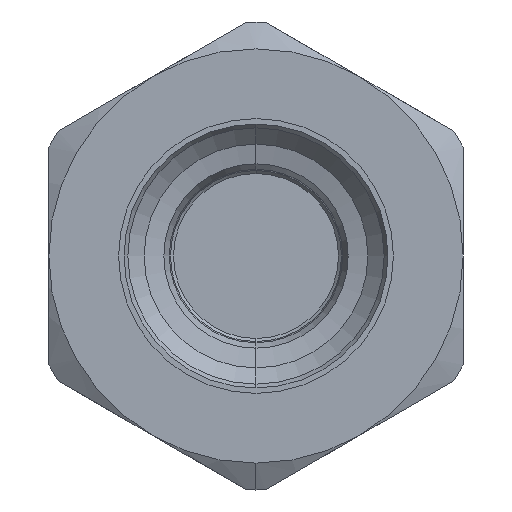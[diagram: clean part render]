
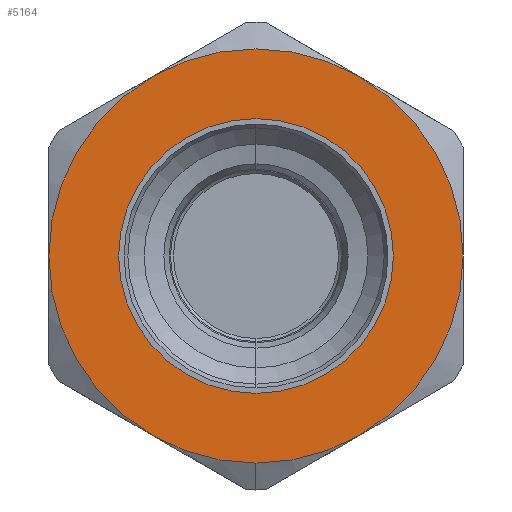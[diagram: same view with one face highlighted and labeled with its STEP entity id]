
A CAD part, left-side view. The second image highlights one B-rep face of the part: STEP entity #5164.
In plain terms, the highlighted planar face has unit normal (-1, 0, 0).
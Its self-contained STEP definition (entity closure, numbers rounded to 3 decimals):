
#28 = DIRECTION ( 'NONE',  ( 0., 0., 1. ) ) ;
#44 = ORIENTED_EDGE ( 'NONE', *, *, #2600, .T. ) ;
#57 = DIRECTION ( 'NONE',  ( 0., 0., 1. ) ) ;
#126 = CARTESIAN_POINT ( 'NONE',  ( 0., 0., -13.5 ) ) ;
#159 = DIRECTION ( 'NONE',  ( 0., 0., 1. ) ) ;
#189 = DIRECTION ( 'NONE',  ( 0., 0., 1. ) ) ;
#208 = AXIS2_PLACEMENT_3D ( 'NONE', #2201, #592, #159 ) ;
#218 = CARTESIAN_POINT ( 'NONE',  ( 0., 6.75, 11.691 ) ) ;
#270 = AXIS2_PLACEMENT_3D ( 'NONE', #5320, #4054, #57 ) ;
#395 = CARTESIAN_POINT ( 'NONE',  ( 0., 0., 8.955 ) ) ;
#454 = VERTEX_POINT ( 'NONE', #1356 ) ;
#495 = VERTEX_POINT ( 'NONE', #699 ) ;
#517 = EDGE_CURVE ( 'NONE', #4052, #454, #2621, .T. ) ;
#520 = CIRCLE ( 'NONE', #208, 13.5 ) ;
#554 = DIRECTION ( 'NONE',  ( 1., 0., 0. ) ) ;
#592 = DIRECTION ( 'NONE',  ( -1., 0., 0. ) ) ;
#616 = ORIENTED_EDGE ( 'NONE', *, *, #4002, .T. ) ;
#699 = CARTESIAN_POINT ( 'NONE',  ( 0., -6.75, -11.691 ) ) ;
#810 = EDGE_CURVE ( 'NONE', #1237, #4052, #5144, .T. ) ;
#941 = AXIS2_PLACEMENT_3D ( 'NONE', #4114, #2950, #4805 ) ;
#1147 = EDGE_CURVE ( 'NONE', #2765, #1980, #520, .T. ) ;
#1160 = CARTESIAN_POINT ( 'NONE',  ( 0., 13.5, 0. ) ) ;
#1183 = CARTESIAN_POINT ( 'NONE',  ( 0., 0., 0. ) ) ;
#1237 = VERTEX_POINT ( 'NONE', #218 ) ;
#1240 = DIRECTION ( 'NONE',  ( 0., 0., 1. ) ) ;
#1262 = CARTESIAN_POINT ( 'NONE',  ( 0., 0., -8.955 ) ) ;
#1283 = DIRECTION ( 'NONE',  ( 0., 0., -1. ) ) ;
#1316 = DIRECTION ( 'NONE',  ( -1., 0., 0. ) ) ;
#1356 = CARTESIAN_POINT ( 'NONE',  ( 0., 6.75, -11.691 ) ) ;
#1474 = AXIS2_PLACEMENT_3D ( 'NONE', #2662, #554, #1283 ) ;
#1662 = CARTESIAN_POINT ( 'NONE',  ( 0., 0., 0. ) ) ;
#1712 = ORIENTED_EDGE ( 'NONE', *, *, #3710, .T. ) ;
#1728 = EDGE_CURVE ( 'NONE', #1980, #1237, #5044, .T. ) ;
#1748 = CIRCLE ( 'NONE', #3389, 13.5 ) ;
#1822 = AXIS2_PLACEMENT_3D ( 'NONE', #1662, #3257, #4478 ) ;
#1894 = CIRCLE ( 'NONE', #1822, 8.955 ) ;
#1980 = VERTEX_POINT ( 'NONE', #2809 ) ;
#2083 = CIRCLE ( 'NONE', #3833, 8.955 ) ;
#2201 = CARTESIAN_POINT ( 'NONE',  ( 0., 0., 0. ) ) ;
#2342 = CIRCLE ( 'NONE', #5261, 13.5 ) ;
#2374 = AXIS2_PLACEMENT_3D ( 'NONE', #2381, #1316, #189 ) ;
#2381 = CARTESIAN_POINT ( 'NONE',  ( 0., 0., 0. ) ) ;
#2384 = VERTEX_POINT ( 'NONE', #395 ) ;
#2500 = DIRECTION ( 'NONE',  ( -1., 0., 0. ) ) ;
#2600 = EDGE_CURVE ( 'NONE', #495, #2765, #3237, .T. ) ;
#2621 = CIRCLE ( 'NONE', #270, 13.5 ) ;
#2628 = AXIS2_PLACEMENT_3D ( 'NONE', #4886, #5108, #5123 ) ;
#2662 = CARTESIAN_POINT ( 'NONE',  ( 0., 8.955, 0. ) ) ;
#2669 = ORIENTED_EDGE ( 'NONE', *, *, #810, .T. ) ;
#2765 = VERTEX_POINT ( 'NONE', #3786 ) ;
#2809 = CARTESIAN_POINT ( 'NONE',  ( 0., -6.75, 11.691 ) ) ;
#2950 = DIRECTION ( 'NONE',  ( -1., 0., 0. ) ) ;
#3145 = DIRECTION ( 'NONE',  ( -1., 0., 0. ) ) ;
#3192 = ORIENTED_EDGE ( 'NONE', *, *, #1147, .T. ) ;
#3230 = FACE_BOUND ( 'NONE', #5021, .T. ) ;
#3237 = CIRCLE ( 'NONE', #2628, 13.5 ) ;
#3257 = DIRECTION ( 'NONE',  ( -1., 0., 0. ) ) ;
#3389 = AXIS2_PLACEMENT_3D ( 'NONE', #4105, #4221, #1240 ) ;
#3449 = VERTEX_POINT ( 'NONE', #126 ) ;
#3710 = EDGE_CURVE ( 'NONE', #454, #3449, #2342, .T. ) ;
#3742 = EDGE_CURVE ( 'NONE', #4091, #2384, #1894, .T. ) ;
#3786 = CARTESIAN_POINT ( 'NONE',  ( 0., -13.5, 0. ) ) ;
#3833 = AXIS2_PLACEMENT_3D ( 'NONE', #1183, #3145, #4978 ) ;
#4002 = EDGE_CURVE ( 'NONE', #3449, #495, #1748, .T. ) ;
#4052 = VERTEX_POINT ( 'NONE', #1160 ) ;
#4054 = DIRECTION ( 'NONE',  ( -1., 0., 0. ) ) ;
#4091 = VERTEX_POINT ( 'NONE', #1262 ) ;
#4105 = CARTESIAN_POINT ( 'NONE',  ( 0., 0., 0. ) ) ;
#4114 = CARTESIAN_POINT ( 'NONE',  ( 0., 0., 0. ) ) ;
#4221 = DIRECTION ( 'NONE',  ( -1., 0., 0. ) ) ;
#4359 = EDGE_CURVE ( 'NONE', #2384, #4091, #2083, .T. ) ;
#4478 = DIRECTION ( 'NONE',  ( 0., 0., 1. ) ) ;
#4534 = ORIENTED_EDGE ( 'NONE', *, *, #4359, .F. ) ;
#4561 = PLANE ( 'NONE',  #1474 ) ;
#4686 = ORIENTED_EDGE ( 'NONE', *, *, #517, .T. ) ;
#4805 = DIRECTION ( 'NONE',  ( 0., 0., 1. ) ) ;
#4825 = EDGE_LOOP ( 'NONE', ( #2669, #4686, #1712, #616, #44, #3192, #5353 ) ) ;
#4837 = CARTESIAN_POINT ( 'NONE',  ( 0., 0., 0. ) ) ;
#4886 = CARTESIAN_POINT ( 'NONE',  ( 0., 0., 0. ) ) ;
#4978 = DIRECTION ( 'NONE',  ( 0., 0., 1. ) ) ;
#5021 = EDGE_LOOP ( 'NONE', ( #4534, #5242 ) ) ;
#5044 = CIRCLE ( 'NONE', #941, 13.5 ) ;
#5108 = DIRECTION ( 'NONE',  ( -1., 0., 0. ) ) ;
#5123 = DIRECTION ( 'NONE',  ( 0., 0., 1. ) ) ;
#5144 = CIRCLE ( 'NONE', #2374, 13.5 ) ;
#5164 = ADVANCED_FACE ( 'NONE', ( #3230, #5402 ), #4561, .F. ) ;
#5242 = ORIENTED_EDGE ( 'NONE', *, *, #3742, .F. ) ;
#5261 = AXIS2_PLACEMENT_3D ( 'NONE', #4837, #2500, #28 ) ;
#5320 = CARTESIAN_POINT ( 'NONE',  ( 0., 0., 0. ) ) ;
#5353 = ORIENTED_EDGE ( 'NONE', *, *, #1728, .T. ) ;
#5402 = FACE_OUTER_BOUND ( 'NONE', #4825, .T. ) ;
